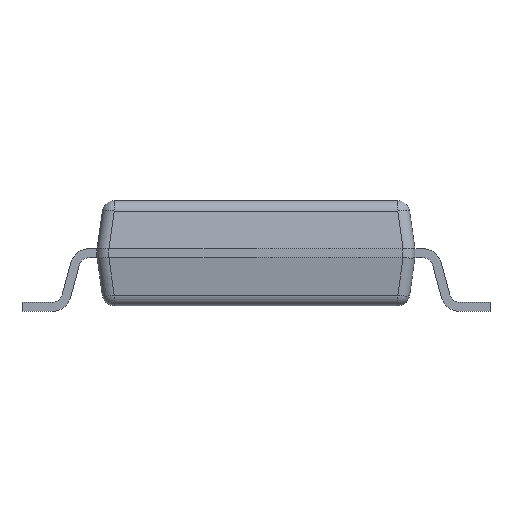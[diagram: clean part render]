
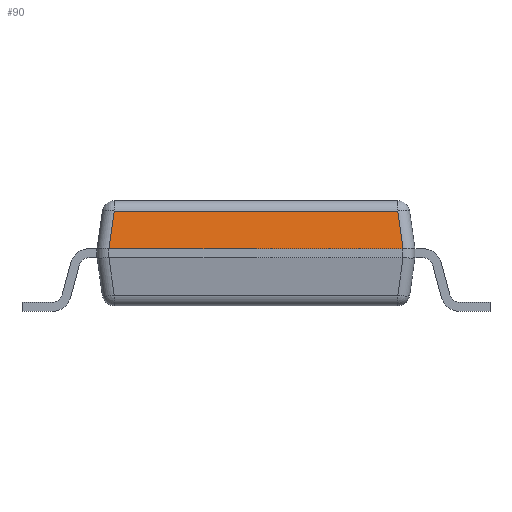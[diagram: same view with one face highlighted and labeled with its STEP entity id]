
A CAD part, left-side view. The second image highlights one B-rep face of the part: STEP entity #90.
In plain terms, the highlighted planar face has unit normal (-0.99, 0, 0.139).
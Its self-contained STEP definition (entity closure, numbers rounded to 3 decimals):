
#90 = ADVANCED_FACE ( 'NONE', ( #11636 ), #21288, .T. ) ;
#821 = LINE ( 'NONE', #12837, #18534 ) ;
#1980 = VERTEX_POINT ( 'NONE', #5594 ) ;
#2216 = VECTOR ( 'NONE', #23858, 1000. ) ;
#2323 = EDGE_CURVE ( 'NONE', #4569, #1980, #23382, .T. ) ;
#3390 = ORIENTED_EDGE ( 'NONE', *, *, #16457, .T. ) ;
#3841 = CARTESIAN_POINT ( 'NONE',  ( -3.6, -2.45, 1.07 ) ) ;
#4339 = CARTESIAN_POINT ( 'NONE',  ( -3.6, -2.452, 1.07 ) ) ;
#4569 = VERTEX_POINT ( 'NONE', #16471 ) ;
#5048 = CARTESIAN_POINT ( 'NONE',  ( -3.488, 0., 1.87 ) ) ;
#5594 = CARTESIAN_POINT ( 'NONE',  ( -3.512, -2.364, 1.698 ) ) ;
#5802 = EDGE_CURVE ( 'NONE', #1980, #13164, #12177, .T. ) ;
#5831 = EDGE_LOOP ( 'NONE', ( #3390, #22102, #17276, #9807, #18112, #20541 ) ) ;
#5919 = AXIS2_PLACEMENT_3D ( 'NONE', #5048, #12994, #7564 ) ;
#6227 = CARTESIAN_POINT ( 'NONE',  ( -3.512, 2.364, 1.698 ) ) ;
#6348 = CARTESIAN_POINT ( 'NONE',  ( -3.6, -2.451, 1.07 ) ) ;
#6886 = DIRECTION ( 'NONE',  ( 0., 1., 0. ) ) ;
#7288 = VECTOR ( 'NONE', #18331, 1000. ) ;
#7564 = DIRECTION ( 'NONE',  ( 0., 1., 0. ) ) ;
#9074 = EDGE_CURVE ( 'NONE', #23308, #23892, #24834, .T. ) ;
#9807 = ORIENTED_EDGE ( 'NONE', *, *, #19044, .T. ) ;
#10518 = LINE ( 'NONE', #16510, #7288 ) ;
#10748 = CARTESIAN_POINT ( 'NONE',  ( -3.6, 2.452, 1.07 ) ) ;
#11275 = CARTESIAN_POINT ( 'NONE',  ( -3.6, 2.451, 1.07 ) ) ;
#11636 = FACE_OUTER_BOUND ( 'NONE', #5831, .T. ) ;
#12177 = LINE ( 'NONE', #19953, #2216 ) ;
#12837 = CARTESIAN_POINT ( 'NONE',  ( -3.6, 2.65, 1.07 ) ) ;
#12994 = DIRECTION ( 'NONE',  ( -0.99, 0., 0.139 ) ) ;
#13070 = VECTOR ( 'NONE', #25200, 1000. ) ;
#13164 = VERTEX_POINT ( 'NONE', #6227 ) ;
#13767 = CARTESIAN_POINT ( 'NONE',  ( -3.6, 2.452, 1.07 ) ) ;
#16457 = EDGE_CURVE ( 'NONE', #13164, #23308, #10518, .T. ) ;
#16471 = CARTESIAN_POINT ( 'NONE',  ( -3.6, -2.452, 1.07 ) ) ;
#16510 = CARTESIAN_POINT ( 'NONE',  ( -3.443, 2.295, 2.186 ) ) ;
#17276 = ORIENTED_EDGE ( 'NONE', *, *, #18548, .F. ) ;
#17284 = CARTESIAN_POINT ( 'NONE',  ( -3.443, -2.295, 2.186 ) ) ;
#18112 = ORIENTED_EDGE ( 'NONE', *, *, #2323, .T. ) ;
#18331 = DIRECTION ( 'NONE',  ( -0.138, 0.138, -0.981 ) ) ;
#18534 = VECTOR ( 'NONE', #6886, 1000. ) ;
#18548 = EDGE_CURVE ( 'NONE', #20268, #23892, #821, .T. ) ;
#19044 = EDGE_CURVE ( 'NONE', #20268, #4569, #20355, .T. ) ;
#19323 = CARTESIAN_POINT ( 'NONE',  ( -3.6, 2.451, 1.07 ) ) ;
#19716 = CARTESIAN_POINT ( 'NONE',  ( -3.6, 2.45, 1.07 ) ) ;
#19953 = CARTESIAN_POINT ( 'NONE',  ( -3.512, 0., 1.698 ) ) ;
#20268 = VERTEX_POINT ( 'NONE', #24358 ) ;
#20355 =( BOUNDED_CURVE ( )  B_SPLINE_CURVE ( 3, ( #3841, #6348, #22173, #4339 ),
 .UNSPECIFIED., .F., .T. ) 
 B_SPLINE_CURVE_WITH_KNOTS ( ( 4, 4 ),
 ( 0., 0.01 ),
 .UNSPECIFIED. ) 
 CURVE ( )  GEOMETRIC_REPRESENTATION_ITEM ( )  RATIONAL_B_SPLINE_CURVE ( ( 1., 1., 1., 1. ) ) 
 REPRESENTATION_ITEM ( '' )  );
#20541 = ORIENTED_EDGE ( 'NONE', *, *, #5802, .T. ) ;
#21288 = PLANE ( 'NONE',  #5919 ) ;
#22102 = ORIENTED_EDGE ( 'NONE', *, *, #9074, .T. ) ;
#22173 = CARTESIAN_POINT ( 'NONE',  ( -3.6, -2.451, 1.07 ) ) ;
#22564 = CARTESIAN_POINT ( 'NONE',  ( -3.6, 2.45, 1.07 ) ) ;
#23308 = VERTEX_POINT ( 'NONE', #10748 ) ;
#23382 = LINE ( 'NONE', #17284, #13070 ) ;
#23858 = DIRECTION ( 'NONE',  ( 0., 1., 0. ) ) ;
#23892 = VERTEX_POINT ( 'NONE', #22564 ) ;
#24358 = CARTESIAN_POINT ( 'NONE',  ( -3.6, -2.45, 1.07 ) ) ;
#24834 =( BOUNDED_CURVE ( )  B_SPLINE_CURVE ( 3, ( #13767, #11275, #19323, #19716 ),
 .UNSPECIFIED., .F., .F. ) 
 B_SPLINE_CURVE_WITH_KNOTS ( ( 4, 4 ),
 ( 6.274, 6.283 ),
 .UNSPECIFIED. ) 
 CURVE ( )  GEOMETRIC_REPRESENTATION_ITEM ( )  RATIONAL_B_SPLINE_CURVE ( ( 1., 1., 1., 1. ) ) 
 REPRESENTATION_ITEM ( '' )  );
#25200 = DIRECTION ( 'NONE',  ( 0.138, 0.138, 0.981 ) ) ;
